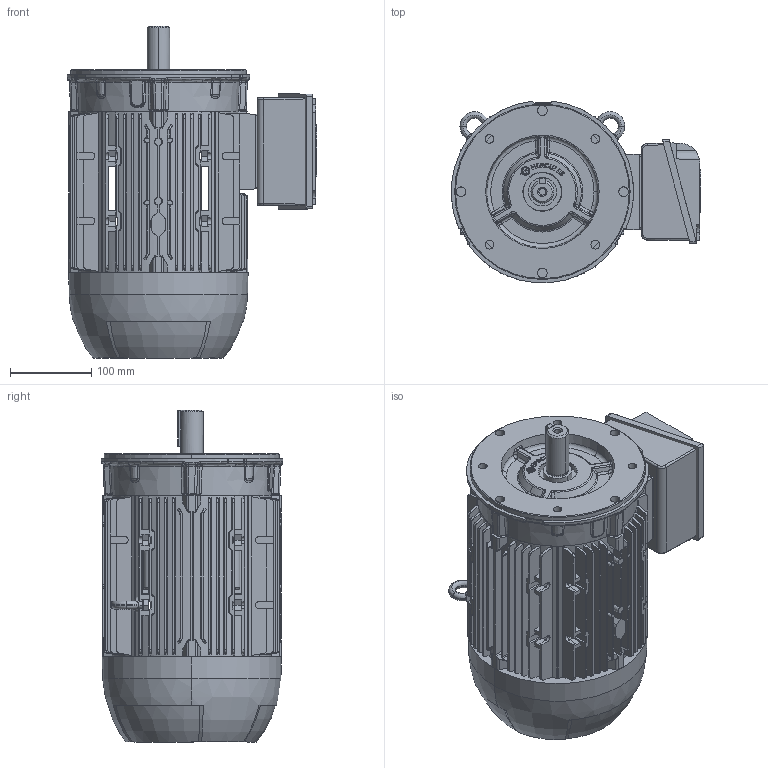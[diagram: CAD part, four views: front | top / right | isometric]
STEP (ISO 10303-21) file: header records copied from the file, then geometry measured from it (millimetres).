
FILE_DESCRIPTION (( 'STEP AP203' ), '1' );
FILE_NAME ('112S_SP_FC_LEFT.STEP', '2022-06-28T18:46:07', ( '' ), ( '' ), 'SwSTEP 2.0', 'SolidWorks 2020', '' );
FILE_SCHEMA (( 'CONFIG_CONTROL_DESIGN' ));
Products named in the file (1): 112S_SP_FC_LEFT
Bounding box: 306.67 x 223.43 x 408.5 mm (x, y, z)
Surface area: 712862.5 mm2 (no closed solid volume)
Topology: 0 solids, 17 shells, 1870 faces, 5604 edges, 3704 vertices
Faces by surface type: plane 965, cylinder 379, bspline 218, cone 206, torus 97, sphere 5
Entity records: 72898 total; most frequent: CARTESIAN_POINT 27315, ORIENTED_EDGE 10100, DIRECTION 8197, EDGE_CURVE 5571, VERTEX_POINT 3704, LINE 2899, VECTOR 2899, AXIS2_PLACEMENT_3D 2649
